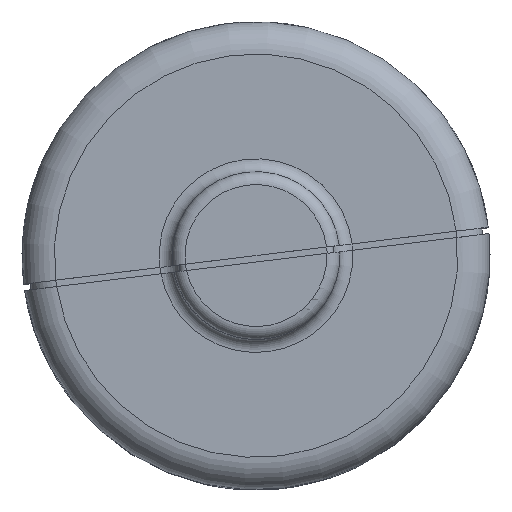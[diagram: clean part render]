
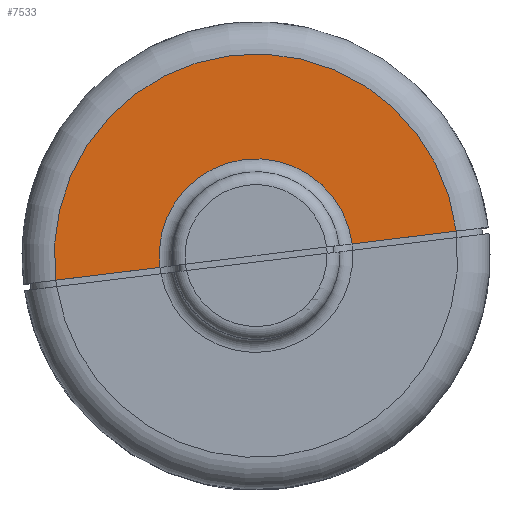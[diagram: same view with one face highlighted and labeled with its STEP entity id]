
A CAD part, top view. The second image highlights one B-rep face of the part: STEP entity #7533.
In plain terms, the highlighted planar face has unit normal (0, 0, 1).
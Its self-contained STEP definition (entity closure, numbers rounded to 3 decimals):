
#7025=CARTESIAN_POINT('Vertex',(-27.613,82.376,56.)) ;
#7028=CARTESIAN_POINT('Axis2P3D Location',(34.422,89.982,56.)) ;
#7032=CARTESIAN_POINT('Vertex',(96.458,97.588,56.)) ;
#7282=CARTESIAN_POINT('Axis2P3D Location',(34.422,89.982,56.)) ;
#7286=CARTESIAN_POINT('Vertex',(4.645,86.331,56.)) ;
#7288=CARTESIAN_POINT('Vertex',(64.199,93.633,56.)) ;
#7512=CARTESIAN_POINT('Axis2P3D Location',(30.771,119.759,56.)) ;
#7517=CARTESIAN_POINT('Line Origine',(-11.484,84.354,56.)) ;
#7522=CARTESIAN_POINT('Line Origine',(80.329,95.611,56.)) ;
#7519=VECTOR('Line Direction',#7518,1.) ;
#7524=VECTOR('Line Direction',#7523,1.) ;
#7029=DIRECTION('Axis2P3D Direction',(0.,0.,-1.)) ;
#7283=DIRECTION('Axis2P3D Direction',(0.,0.,-1.)) ;
#7513=DIRECTION('Axis2P3D Direction',(0.,0.,-1.)) ;
#7514=DIRECTION('Axis2P3D XDirection',(0.993,0.122,0.)) ;
#7518=DIRECTION('Vector Direction',(-0.993,-0.122,0.)) ;
#7523=DIRECTION('Vector Direction',(0.993,0.122,0.)) ;
#7030=AXIS2_PLACEMENT_3D('Circle Axis2P3D',#7028,#7029,$) ;
#7284=AXIS2_PLACEMENT_3D('Circle Axis2P3D',#7282,#7283,$) ;
#7515=AXIS2_PLACEMENT_3D('Plane Axis2P3D',#7512,#7513,#7514) ;
#7520=LINE('Line',#7517,#7519) ;
#7525=LINE('Line',#7522,#7524) ;
#7031=CIRCLE('generated circle',#7030,62.5) ;
#7285=CIRCLE('generated circle',#7284,30.) ;
#7516=PLANE('',#7515) ;
#7034=EDGE_CURVE('',#7026,#7033,#7031,.T.) ;
#7290=EDGE_CURVE('',#7287,#7289,#7285,.T.) ;
#7521=EDGE_CURVE('',#7287,#7026,#7520,.T.) ;
#7526=EDGE_CURVE('',#7033,#7289,#7525,.F.) ;
#7528=ORIENTED_EDGE('',*,*,#7034,.F.) ;
#7529=ORIENTED_EDGE('',*,*,#7521,.F.) ;
#7530=ORIENTED_EDGE('',*,*,#7290,.T.) ;
#7531=ORIENTED_EDGE('',*,*,#7526,.F.) ;
#7527=EDGE_LOOP('',(#7528,#7529,#7530,#7531)) ;
#7026=VERTEX_POINT('',#7025) ;
#7033=VERTEX_POINT('',#7032) ;
#7287=VERTEX_POINT('',#7286) ;
#7289=VERTEX_POINT('',#7288) ;
#7533=ADVANCED_FACE('PartBody',(#7532),#7516,.F.) ;
#7532=FACE_OUTER_BOUND('',#7527,.T.) ;
